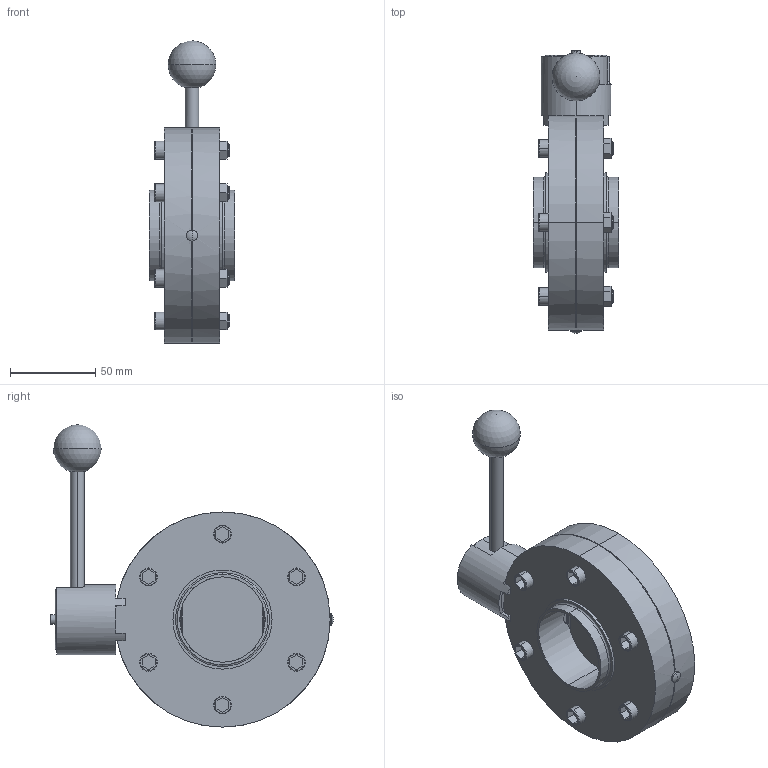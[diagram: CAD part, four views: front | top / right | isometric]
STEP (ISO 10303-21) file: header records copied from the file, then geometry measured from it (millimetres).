
FILE_DESCRIPTION (( 'STEP AP203' ), '1' );
FILE_NAME ('3D-M4301P_50_174451025_174451060.STEP', '2024-09-18T11:00:35', ( '' ), ( '' ), 'SwSTEP 2.0', 'SolidWorks 2024', '' );
FILE_SCHEMA (( 'CONFIG_CONTROL_DESIGN' ));
Length unit declared in the file: millimetre
Products named in the file (1): 3D-M4301P_50_174451025_174451060
Bounding box: 50 x 165.3 x 177 mm (x, y, z)
Volume: 414983 mm3; surface area: 72657.2 mm2
Topology: 4 solids, 4 shells, 259 faces, 627 edges, 401 vertices
Faces by surface type: plane 145, cylinder 70, cone 20, torus 20, sphere 4
Entity records: 7980 total; most frequent: CARTESIAN_POINT 1764, DIRECTION 1307, ORIENTED_EDGE 1236, EDGE_CURVE 618, AXIS2_PLACEMENT_3D 469, VERTEX_POINT 398, LINE 369, VECTOR 369
